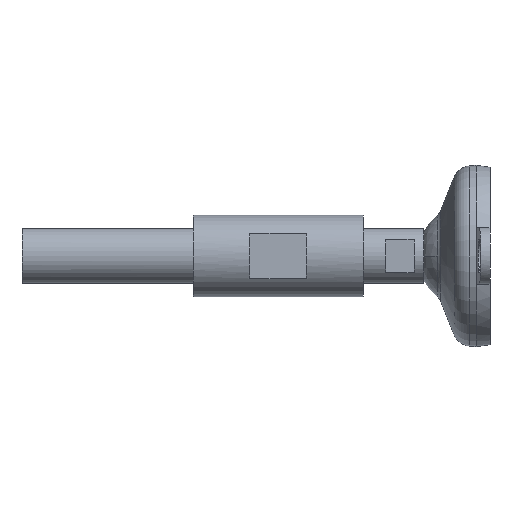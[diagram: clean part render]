
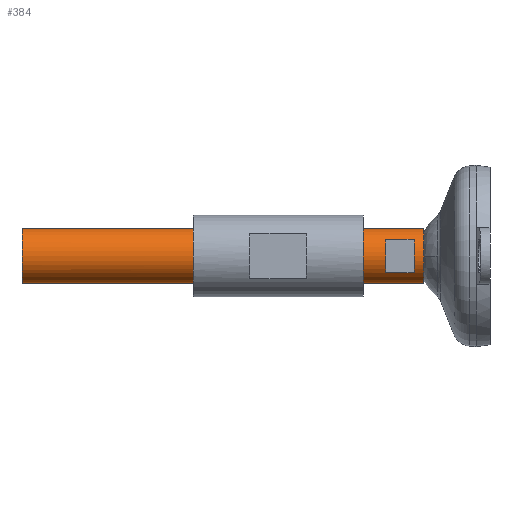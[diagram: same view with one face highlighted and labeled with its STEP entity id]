
A CAD part, left-side view. The second image highlights one B-rep face of the part: STEP entity #384.
In plain terms, the highlighted cylindrical face has radius 12 mm (diameter 24 mm), a partial arc.
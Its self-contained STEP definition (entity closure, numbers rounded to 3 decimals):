
#103 = CARTESIAN_POINT ( 'NONE',  ( 0., 29.146, 0. ) ) ;
#132 = ORIENTED_EDGE ( 'NONE', *, *, #520, .T. ) ;
#169 = AXIS2_PLACEMENT_3D ( 'NONE', #769, #524, #1289 ) ;
#176 = VERTEX_POINT ( 'NONE', #407 ) ;
#184 = VERTEX_POINT ( 'NONE', #1190 ) ;
#263 = CARTESIAN_POINT ( 'NONE',  ( -9.5, 0., 7.331 ) ) ;
#282 = CARTESIAN_POINT ( 'NONE',  ( 0., 0., -12. ) ) ;
#297 = DIRECTION ( 'NONE',  ( 0., -1., 0. ) ) ;
#307 = EDGE_LOOP ( 'NONE', ( #1159, #740, #729, #132 ) ) ;
#327 = DIRECTION ( 'NONE',  ( 0., -1., 0. ) ) ;
#336 = CIRCLE ( 'NONE', #395, 12. ) ;
#359 = CARTESIAN_POINT ( 'NONE',  ( -9.5, 0., -7.331 ) ) ;
#384 = ADVANCED_FACE ( 'NONE', ( #1227, #970 ), #988, .T. ) ;
#389 = CARTESIAN_POINT ( 'NONE',  ( 0., 46., 0. ) ) ;
#395 = AXIS2_PLACEMENT_3D ( 'NONE', #389, #396, #654 ) ;
#396 = DIRECTION ( 'NONE',  ( 0., 1., 0. ) ) ;
#407 = CARTESIAN_POINT ( 'NONE',  ( -9.5, 46., 7.331 ) ) ;
#453 = AXIS2_PLACEMENT_3D ( 'NONE', #1510, #327, #1494 ) ;
#500 = LINE ( 'NONE', #359, #1303 ) ;
#520 = EDGE_CURVE ( 'NONE', #184, #1143, #1175, .T. ) ;
#524 = DIRECTION ( 'NONE',  ( 0., -1., 0. ) ) ;
#535 = CIRCLE ( 'NONE', #169, 12. ) ;
#548 = DIRECTION ( 'NONE',  ( 0., -1., 0. ) ) ;
#569 = EDGE_CURVE ( 'NONE', #1508, #1054, #967, .T. ) ;
#582 = ORIENTED_EDGE ( 'NONE', *, *, #1690, .F. ) ;
#622 = EDGE_CURVE ( 'NONE', #1407, #1054, #1415, .T. ) ;
#627 = DIRECTION ( 'NONE',  ( 0., 1., 0. ) ) ;
#654 = DIRECTION ( 'NONE',  ( 0., 0., 1. ) ) ;
#708 = LINE ( 'NONE', #1076, #1499 ) ;
#729 = ORIENTED_EDGE ( 'NONE', *, *, #1229, .T. ) ;
#740 = ORIENTED_EDGE ( 'NONE', *, *, #793, .T. ) ;
#763 = DIRECTION ( 'NONE',  ( 0., -1., 0. ) ) ;
#769 = CARTESIAN_POINT ( 'NONE',  ( 0., 206.5, 0. ) ) ;
#793 = EDGE_CURVE ( 'NONE', #913, #176, #336, .T. ) ;
#826 = DIRECTION ( 'NONE',  ( 0., 0., -1. ) ) ;
#836 = CARTESIAN_POINT ( 'NONE',  ( 0., 33.5, 0. ) ) ;
#843 = EDGE_CURVE ( 'NONE', #1482, #1508, #535, .T. ) ;
#913 = VERTEX_POINT ( 'NONE', #1296 ) ;
#942 = AXIS2_PLACEMENT_3D ( 'NONE', #836, #297, #826 ) ;
#967 = LINE ( 'NONE', #282, #1633 ) ;
#970 = FACE_BOUND ( 'NONE', #307, .T. ) ;
#983 = ORIENTED_EDGE ( 'NONE', *, *, #622, .F. ) ;
#988 = CYLINDRICAL_SURFACE ( 'NONE', #453, 12. ) ;
#1054 = VERTEX_POINT ( 'NONE', #1207 ) ;
#1076 = CARTESIAN_POINT ( 'NONE',  ( 0., 0., 12. ) ) ;
#1141 = CARTESIAN_POINT ( 'NONE',  ( 0., 206.5, 12. ) ) ;
#1143 = VERTEX_POINT ( 'NONE', #1265 ) ;
#1147 = DIRECTION ( 'NONE',  ( 0., 0., -1. ) ) ;
#1159 = ORIENTED_EDGE ( 'NONE', *, *, #1666, .T. ) ;
#1175 = CIRCLE ( 'NONE', #942, 12. ) ;
#1176 = VECTOR ( 'NONE', #1564, 1000. ) ;
#1190 = CARTESIAN_POINT ( 'NONE',  ( -9.5, 33.5, 7.331 ) ) ;
#1207 = CARTESIAN_POINT ( 'NONE',  ( 0., 29.146, -12. ) ) ;
#1227 = FACE_OUTER_BOUND ( 'NONE', #1378, .T. ) ;
#1229 = EDGE_CURVE ( 'NONE', #176, #184, #1307, .T. ) ;
#1265 = CARTESIAN_POINT ( 'NONE',  ( -9.5, 33.5, -7.331 ) ) ;
#1269 = CARTESIAN_POINT ( 'NONE',  ( 0., 206.5, -12. ) ) ;
#1289 = DIRECTION ( 'NONE',  ( 0., 0., -1. ) ) ;
#1296 = CARTESIAN_POINT ( 'NONE',  ( -9.5, 46., -7.331 ) ) ;
#1303 = VECTOR ( 'NONE', #627, 1000. ) ;
#1307 = LINE ( 'NONE', #263, #1176 ) ;
#1344 = ORIENTED_EDGE ( 'NONE', *, *, #843, .T. ) ;
#1353 = ORIENTED_EDGE ( 'NONE', *, *, #569, .T. ) ;
#1378 = EDGE_LOOP ( 'NONE', ( #582, #1344, #1353, #983 ) ) ;
#1407 = VERTEX_POINT ( 'NONE', #1466 ) ;
#1415 = CIRCLE ( 'NONE', #1663, 12. ) ;
#1466 = CARTESIAN_POINT ( 'NONE',  ( 0., 29.146, 12. ) ) ;
#1482 = VERTEX_POINT ( 'NONE', #1141 ) ;
#1485 = DIRECTION ( 'NONE',  ( 0., -1., 0. ) ) ;
#1494 = DIRECTION ( 'NONE',  ( 0., 0., -1. ) ) ;
#1499 = VECTOR ( 'NONE', #1485, 1000. ) ;
#1508 = VERTEX_POINT ( 'NONE', #1269 ) ;
#1510 = CARTESIAN_POINT ( 'NONE',  ( 0., 0., 0. ) ) ;
#1564 = DIRECTION ( 'NONE',  ( 0., -1., 0. ) ) ;
#1633 = VECTOR ( 'NONE', #548, 1000. ) ;
#1663 = AXIS2_PLACEMENT_3D ( 'NONE', #103, #763, #1147 ) ;
#1666 = EDGE_CURVE ( 'NONE', #1143, #913, #500, .T. ) ;
#1690 = EDGE_CURVE ( 'NONE', #1482, #1407, #708, .T. ) ;
